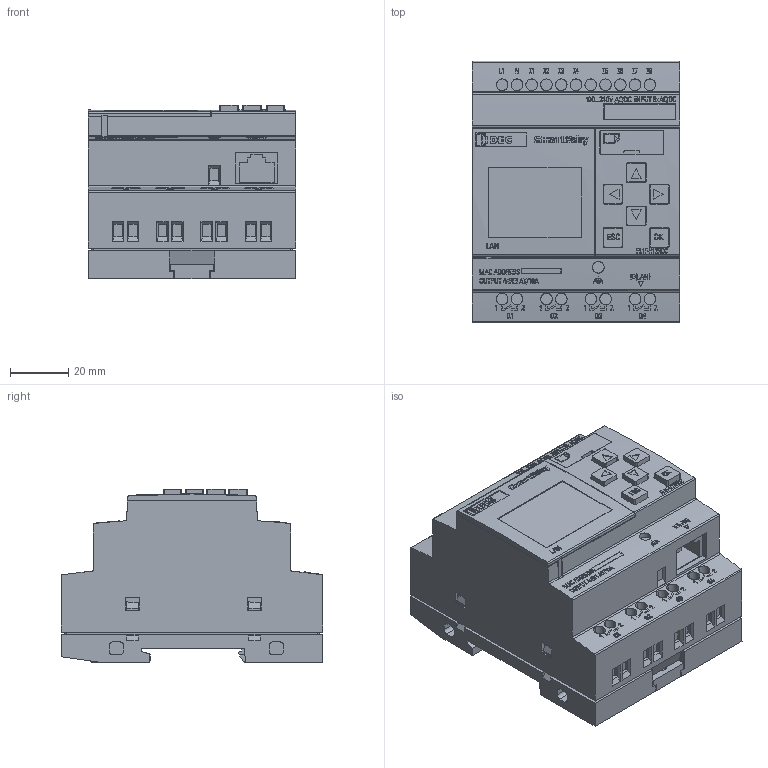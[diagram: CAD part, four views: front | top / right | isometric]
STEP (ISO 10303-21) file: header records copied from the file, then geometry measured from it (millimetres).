
FILE_DESCRIPTION (( 'STEP AP203' ), '1' );
FILE_NAME ('FL1F-H12RCC_3d.STEP', '2016-08-25T11:43:08', ( '' ), ( '' ), 'SwSTEP 2.0', 'SolidWorks 2014', '' );
FILE_SCHEMA (( 'CONFIG_CONTROL_DESIGN' ));
Length unit declared in the file: millimetre
Products named in the file (4): A5E36443599A_001_1; A5E36443596A_001_1; FL1F-H12RCC_3d; A5E36459826A_001
Assembly tree (3 placements, depth 2):
  FL1F-H12RCC_3d
    A5E36443596A_001_1
    A5E36459826A_001
    A5E36443599A_001_1
Bounding box: 71.5 x 90 x 59.8 mm (x, y, z)
Volume: 294203.7 mm3; surface area: 41460.8 mm2
Topology: 140 solids, 140 shells, 2518 faces, 6335 edges, 4192 vertices
Faces by surface type: plane 1898, bspline 458, cylinder 162
Entity records: 98747 total; most frequent: CARTESIAN_POINT 41664, ORIENTED_EDGE 12670, DIRECTION 9323, EDGE_CURVE 6335, VECTOR 4983, LINE 4983, VERTEX_POINT 4192, EDGE_LOOP 2705
